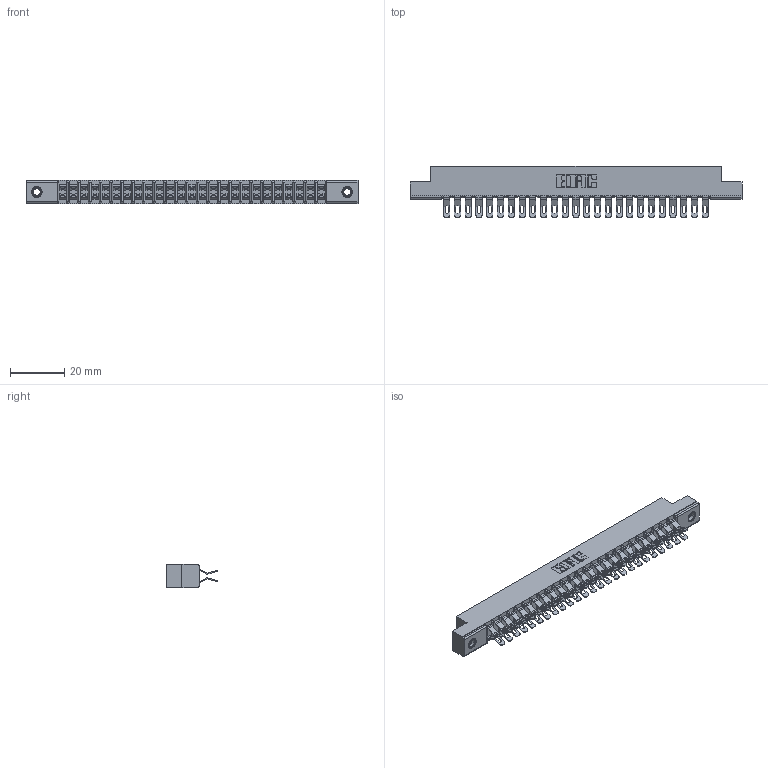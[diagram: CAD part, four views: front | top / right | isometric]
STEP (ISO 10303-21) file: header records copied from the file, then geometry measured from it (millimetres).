
FILE_DESCRIPTION (( 'STEP AP203' ), '1' );
FILE_NAME ('307-050-455-207.STEP', '2020-09-30T05:48:05', ( '' ), ( '' ), 'SwSTEP 2.0', 'SolidWorks 2020', '' );
FILE_SCHEMA (( 'CONFIG_CONTROL_DESIGN' ));
Length unit declared in the file: inch
Products named in the file (4): 307-050-455-207; 307-290-001_555; 307 Part_.156 Dia Mounting Holes; 345-250-001_345-250-005-103
Assembly tree (53 placements, depth 2):
  307-050-455-207
    307 Part_.156 Dia Mounting Holes
    307-290-001_555  x50
    345-250-001_345-250-005-103  x2
Bounding box: 122.07 x 18.75 x 8.71 mm (x, y, z)
Volume: 8120 mm3; surface area: 15359.2 mm2
Topology: 53 solids, 53 shells, 3254 faces, 9509 edges, 6194 vertices
Faces by surface type: plane 1802, cylinder 1384, sphere 52, cone 12, torus 4
Entity records: 26050 total; most frequent: CARTESIAN_POINT 4256, ORIENTED_EDGE 4212, DIRECTION 4192, EDGE_CURVE 2106, LINE 1596, VECTOR 1596, VERTEX_POINT 1362, AXIS2_PLACEMENT_3D 1298
